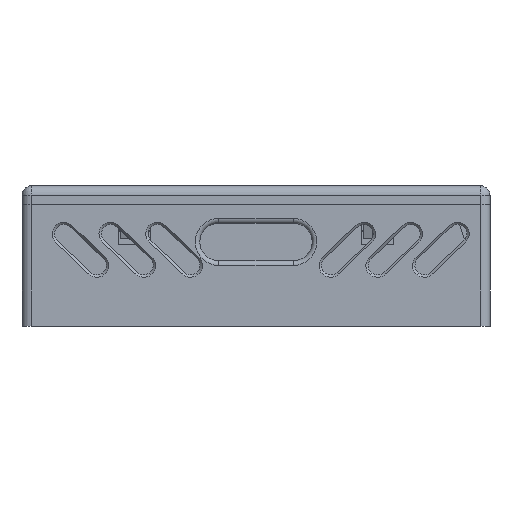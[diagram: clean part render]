
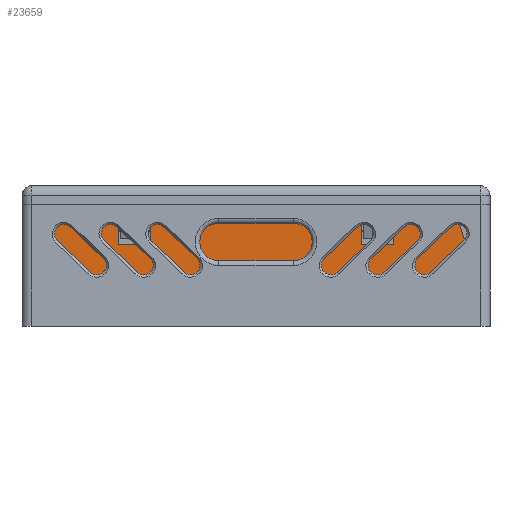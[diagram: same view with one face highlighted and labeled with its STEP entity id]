
A CAD part, front view. The second image highlights one B-rep face of the part: STEP entity #23659.
In plain terms, the highlighted planar face has unit normal (0, -1, 0).
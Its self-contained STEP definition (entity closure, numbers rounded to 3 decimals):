
#2287=FACE_OUTER_BOUND('',#3743,.T.);
#3743=EDGE_LOOP('',(#15776,#15777,#15778,#15779,#15780,#15781,#15782,#15783,
#15784,#15785,#15786,#15787,#15788,#15789,#15790,#15791,#15792,#15793,#15794,
#15795));
#5285=LINE('',#32924,#7584);
#5301=LINE('',#32956,#7600);
#5303=LINE('',#32960,#7602);
#5305=LINE('',#32964,#7604);
#5306=LINE('',#32966,#7605);
#5307=LINE('',#32968,#7606);
#5308=LINE('',#32970,#7607);
#5309=LINE('',#32972,#7608);
#5310=LINE('',#32974,#7609);
#5311=LINE('',#32976,#7610);
#5312=LINE('',#32978,#7611);
#5313=LINE('',#32980,#7612);
#5314=LINE('',#32982,#7613);
#5315=LINE('',#32984,#7614);
#5316=LINE('',#32986,#7615);
#5317=LINE('',#32988,#7616);
#5318=LINE('',#32990,#7617);
#5319=LINE('',#32992,#7618);
#5320=LINE('',#32994,#7619);
#5321=LINE('',#32995,#7620);
#7584=VECTOR('',#26959,10.);
#7600=VECTOR('',#26985,10.);
#7602=VECTOR('',#26989,10.);
#7604=VECTOR('',#26993,10.);
#7605=VECTOR('',#26994,10.);
#7606=VECTOR('',#26995,10.);
#7607=VECTOR('',#26996,10.);
#7608=VECTOR('',#26997,10.);
#7609=VECTOR('',#26998,10.);
#7610=VECTOR('',#26999,10.);
#7611=VECTOR('',#27000,10.);
#7612=VECTOR('',#27001,10.);
#7613=VECTOR('',#27002,10.);
#7614=VECTOR('',#27003,10.);
#7615=VECTOR('',#27004,10.);
#7616=VECTOR('',#27005,10.);
#7617=VECTOR('',#27006,10.);
#7618=VECTOR('',#27007,10.);
#7619=VECTOR('',#27008,10.);
#7620=VECTOR('',#27009,10.);
#9883=VERTEX_POINT('',#32922);
#9884=VERTEX_POINT('',#32923);
#9895=VERTEX_POINT('',#32955);
#9896=VERTEX_POINT('',#32959);
#9897=VERTEX_POINT('',#32963);
#9898=VERTEX_POINT('',#32965);
#9899=VERTEX_POINT('',#32967);
#9900=VERTEX_POINT('',#32969);
#9901=VERTEX_POINT('',#32971);
#9902=VERTEX_POINT('',#32973);
#9903=VERTEX_POINT('',#32975);
#9904=VERTEX_POINT('',#32977);
#9905=VERTEX_POINT('',#32979);
#9906=VERTEX_POINT('',#32981);
#9907=VERTEX_POINT('',#32983);
#9908=VERTEX_POINT('',#32985);
#9909=VERTEX_POINT('',#32987);
#9910=VERTEX_POINT('',#32989);
#9911=VERTEX_POINT('',#32991);
#9912=VERTEX_POINT('',#32993);
#12101=EDGE_CURVE('',#9883,#9884,#5285,.T.);
#12117=EDGE_CURVE('',#9895,#9883,#5301,.T.);
#12119=EDGE_CURVE('',#9896,#9895,#5303,.T.);
#12121=EDGE_CURVE('',#9897,#9884,#5305,.T.);
#12122=EDGE_CURVE('',#9897,#9898,#5306,.T.);
#12123=EDGE_CURVE('',#9898,#9899,#5307,.T.);
#12124=EDGE_CURVE('',#9899,#9900,#5308,.T.);
#12125=EDGE_CURVE('',#9901,#9900,#5309,.T.);
#12126=EDGE_CURVE('',#9902,#9901,#5310,.T.);
#12127=EDGE_CURVE('',#9903,#9902,#5311,.T.);
#12128=EDGE_CURVE('',#9903,#9904,#5312,.T.);
#12129=EDGE_CURVE('',#9905,#9904,#5313,.T.);
#12130=EDGE_CURVE('',#9906,#9905,#5314,.T.);
#12131=EDGE_CURVE('',#9907,#9906,#5315,.T.);
#12132=EDGE_CURVE('',#9907,#9908,#5316,.T.);
#12133=EDGE_CURVE('',#9909,#9908,#5317,.T.);
#12134=EDGE_CURVE('',#9910,#9909,#5318,.T.);
#12135=EDGE_CURVE('',#9911,#9910,#5319,.T.);
#12136=EDGE_CURVE('',#9911,#9912,#5320,.T.);
#12137=EDGE_CURVE('',#9896,#9912,#5321,.T.);
#15776=ORIENTED_EDGE('',*,*,#12119,.T.);
#15777=ORIENTED_EDGE('',*,*,#12117,.T.);
#15778=ORIENTED_EDGE('',*,*,#12101,.T.);
#15779=ORIENTED_EDGE('',*,*,#12121,.F.);
#15780=ORIENTED_EDGE('',*,*,#12122,.T.);
#15781=ORIENTED_EDGE('',*,*,#12123,.T.);
#15782=ORIENTED_EDGE('',*,*,#12124,.T.);
#15783=ORIENTED_EDGE('',*,*,#12125,.F.);
#15784=ORIENTED_EDGE('',*,*,#12126,.F.);
#15785=ORIENTED_EDGE('',*,*,#12127,.F.);
#15786=ORIENTED_EDGE('',*,*,#12128,.T.);
#15787=ORIENTED_EDGE('',*,*,#12129,.F.);
#15788=ORIENTED_EDGE('',*,*,#12130,.F.);
#15789=ORIENTED_EDGE('',*,*,#12131,.F.);
#15790=ORIENTED_EDGE('',*,*,#12132,.T.);
#15791=ORIENTED_EDGE('',*,*,#12133,.F.);
#15792=ORIENTED_EDGE('',*,*,#12134,.F.);
#15793=ORIENTED_EDGE('',*,*,#12135,.F.);
#15794=ORIENTED_EDGE('',*,*,#12136,.T.);
#15795=ORIENTED_EDGE('',*,*,#12137,.F.);
#23031=PLANE('',#25130);
#23659=ADVANCED_FACE('',(#2287),#23031,.T.);
#25130=AXIS2_PLACEMENT_3D('',#32962,#26991,#26992);
#26959=DIRECTION('',(0.,0.,1.));
#26985=DIRECTION('',(-1.,0.,0.));
#26989=DIRECTION('',(0.,0.,-1.));
#26991=DIRECTION('center_axis',(0.,-1.,0.));
#26992=DIRECTION('ref_axis',(1.,0.,0.));
#26993=DIRECTION('',(1.,0.,0.));
#26994=DIRECTION('',(0.,0.,-1.));
#26995=DIRECTION('',(-1.,0.,0.));
#26996=DIRECTION('',(0.,0.,1.));
#26997=DIRECTION('',(1.,0.,0.));
#26998=DIRECTION('',(0.,0.,1.));
#26999=DIRECTION('',(-1.,0.,0.));
#27000=DIRECTION('',(0.,0.,1.));
#27001=DIRECTION('',(-1.,0.,0.));
#27002=DIRECTION('',(0.,0.,1.));
#27003=DIRECTION('',(-1.,0.,0.));
#27004=DIRECTION('',(0.,0.,1.));
#27005=DIRECTION('',(-1.,0.,0.));
#27006=DIRECTION('',(0.,0.,1.));
#27007=DIRECTION('',(-1.,0.,0.));
#27008=DIRECTION('',(0.,0.,1.));
#27009=DIRECTION('',(1.,0.,0.));
#32922=CARTESIAN_POINT('',(54.3,102.5,8.719));
#32923=CARTESIAN_POINT('',(54.3,102.5,13.));
#32924=CARTESIAN_POINT('',(54.3,102.5,5.43));
#32955=CARTESIAN_POINT('',(57.7,102.5,8.719));
#32956=CARTESIAN_POINT('',(37.15,102.5,8.719));
#32959=CARTESIAN_POINT('',(57.7,102.5,13.));
#32960=CARTESIAN_POINT('',(57.7,102.5,5.43));
#32962=CARTESIAN_POINT('Origin',(20.,102.5,0.));
#32963=CARTESIAN_POINT('',(31.7,102.5,13.));
#32964=CARTESIAN_POINT('',(20.,102.5,13.));
#32965=CARTESIAN_POINT('',(31.7,102.5,8.719));
#32966=CARTESIAN_POINT('',(31.7,102.5,5.43));
#32967=CARTESIAN_POINT('',(28.3,102.5,8.719));
#32968=CARTESIAN_POINT('',(24.15,102.5,8.719));
#32969=CARTESIAN_POINT('',(28.3,102.5,13.));
#32970=CARTESIAN_POINT('',(28.3,102.5,5.43));
#32971=CARTESIAN_POINT('',(20.,102.5,13.));
#32972=CARTESIAN_POINT('',(20.,102.5,13.));
#32973=CARTESIAN_POINT('',(20.,102.5,3.));
#32974=CARTESIAN_POINT('',(20.,102.5,0.));
#32975=CARTESIAN_POINT('',(28.5,102.5,3.));
#32976=CARTESIAN_POINT('',(20.,102.5,3.));
#32977=CARTESIAN_POINT('',(28.5,102.5,3.8));
#32978=CARTESIAN_POINT('',(28.5,102.5,0.));
#32979=CARTESIAN_POINT('',(31.5,102.5,3.8));
#32980=CARTESIAN_POINT('',(20.,102.5,3.8));
#32981=CARTESIAN_POINT('',(31.5,102.5,3.));
#32982=CARTESIAN_POINT('',(31.5,102.5,0.));
#32983=CARTESIAN_POINT('',(54.5,102.5,3.));
#32984=CARTESIAN_POINT('',(20.,102.5,3.));
#32985=CARTESIAN_POINT('',(54.5,102.5,3.8));
#32986=CARTESIAN_POINT('',(54.5,102.5,0.));
#32987=CARTESIAN_POINT('',(57.5,102.5,3.8));
#32988=CARTESIAN_POINT('',(20.,102.5,3.8));
#32989=CARTESIAN_POINT('',(57.5,102.5,3.));
#32990=CARTESIAN_POINT('',(57.5,102.5,0.));
#32991=CARTESIAN_POINT('',(66.,102.5,3.));
#32992=CARTESIAN_POINT('',(20.,102.5,3.));
#32993=CARTESIAN_POINT('',(66.,102.5,13.));
#32994=CARTESIAN_POINT('',(66.,102.5,0.));
#32995=CARTESIAN_POINT('',(20.,102.5,13.));
